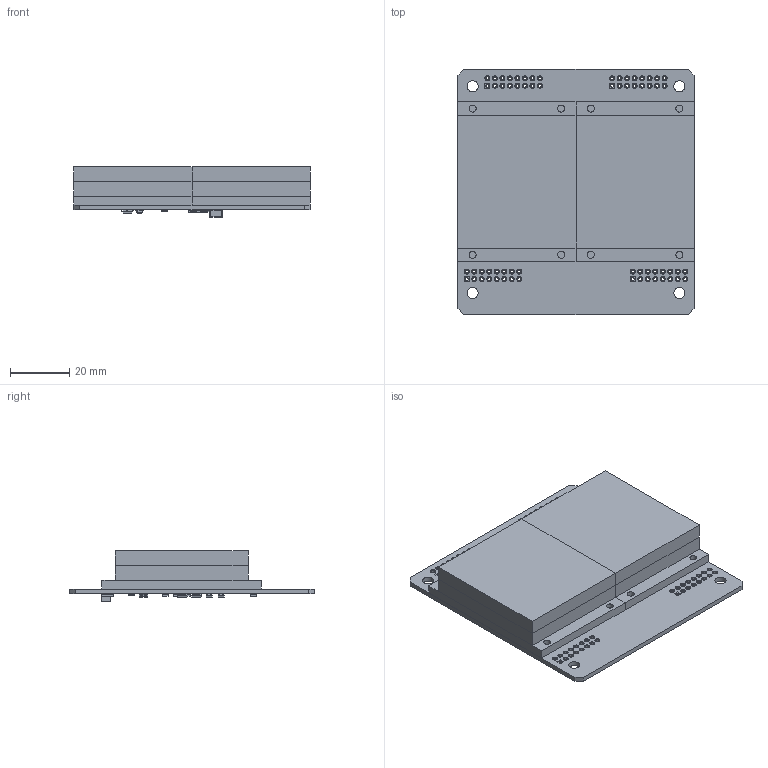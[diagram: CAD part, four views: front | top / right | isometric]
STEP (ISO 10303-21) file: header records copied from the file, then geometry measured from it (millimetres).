
FILE_DESCRIPTION(('FreeCAD Model'),'2;1');
FILE_NAME('Open CASCADE Shape Model','2024-08-27T16:59:53',(''),(''), 'Open CASCADE STEP processor 7.6','FreeCAD','Unknown');
FILE_SCHEMA(('AUTOMOTIVE_DESIGN { 1 0 10303 214 1 1 1 1 }'));
Length unit declared in the file: millimetre
Products named in the file (218): Placa_DetectorParticulas; Local_CS_d980; Board_Geoms_d980; Pcb_d980; PCB_Sketch_d980; topPads_d980; botPads_d980; Step_Models_d980; Top_d980; 06_PlacasSiPM.kicad_sch_Centellador_8e3bfba67986; Cuerpo; Cuerpo002; 06_PlacasSiPM.kicad_sch_Placa_SiPM_8cd53adc4c3a; Board_Geoms_1cf2; Pcb_1cf2; topPads_1cf2_cut054; topPads_1cf2_cut; topPads_1cf2_cut001; topPads_1cf2_cut002; topPads_1cf2_cut003; topPads_1cf2_cut004; topPads_1cf2_cut005; topPads_1cf2_cut006; topPads_1cf2_cut007; topPads_1cf2_cut008; topPads_1cf2_cut009; topPads_1cf2_cut010; topPads_1cf2_cut011; topPads_1cf2_cut012; topPads_1cf2_cut013; topPads_1cf2_cut014; topPads_1cf2_cut015; topPads_1cf2_cut016; topPads_1cf2_cut017; topPads_1cf2_cut018; topPads_1cf2_cut019; topPads_1cf2_cut020; topPads_1cf2_cut021; topPads_1cf2_cut022; topPads_1cf2_cut023 ...
Assembly tree (230 placements, depth 8):
  Placa_DetectorParticulas
    Local_CS_d980
    Board_Geoms_d980
      Pcb_d980
      PCB_Sketch_d980
      topPads_d980
      botPads_d980
    Step_Models_d980
      Top_d980
        06_PlacasSiPM.kicad_sch_Centellador_8e3bfba67986  x2
          Cuerpo
          Cuerpo002
        06_PlacasSiPM.kicad_sch_Placa_SiPM_8cd53adc4c3a  x2
          Board_Geoms_1cf2
            Pcb_1cf2
            topPads_1cf2_cut054
              topPads_1cf2_cut
              topPads_1cf2_cut001
              topPads_1cf2_cut002
              topPads_1cf2_cut003
              topPads_1cf2_cut004
              topPads_1cf2_cut005
              topPads_1cf2_cut006
              topPads_1cf2_cut007
              topPads_1cf2_cut008
              topPads_1cf2_cut009
              topPads_1cf2_cut010
              topPads_1cf2_cut011
              topPads_1cf2_cut012
              topPads_1cf2_cut013
              topPads_1cf2_cut014
              topPads_1cf2_cut015
              topPads_1cf2_cut016
              topPads_1cf2_cut017
              topPads_1cf2_cut018
              topPads_1cf2_cut019
              topPads_1cf2_cut020
              topPads_1cf2_cut021
              topPads_1cf2_cut022
              topPads_1cf2_cut023
              topPads_1cf2_cut024
              topPads_1cf2_cut025
              topPads_1cf2_cut026
              topPads_1cf2_cut027
              topPads_1cf2_cut028
              topPads_1cf2_cut029
              topPads_1cf2_cut030
              topPads_1cf2_cut031
              topPads_1cf2_cut032
              topPads_1cf2_cut033
              topPads_1cf2_cut034
              topPads_1cf2_cut035
              topPads_1cf2_cut036
              topPads_1cf2_cut037
              topPads_1cf2_cut038
              topPads_1cf2_cut039
              topPads_1cf2_cut040
              topPads_1cf2_cut041
              topPads_1cf2_cut042
              topPads_1cf2_cut043
Bounding box: 80 x 83 x 17.1 mm (x, y, z)
Volume: 64226.1 mm3; surface area: 36857.5 mm2
Topology: 213 solids, 799 shells, 2378 faces, 10428 edges, 8918 vertices
Faces by surface type: plane 2000, cylinder 298, sphere 80
Full cylindrical faces by diameter (mm): 0.07 x2, 0.103 x2, 0.108 x1, 0.155 x2, 0.204 x1, 0.309 x2, 1 x64, 2.4 x8, 3.8 x4
Entity records: 75212 total; most frequent: CARTESIAN_POINT 13445, DIRECTION 11174, ORIENTED_EDGE 8201, EDGE_CURVE 6169, VERTEX_POINT 5497, LINE 4378, VECTOR 4378, AXIS2_PLACEMENT_3D 3398
